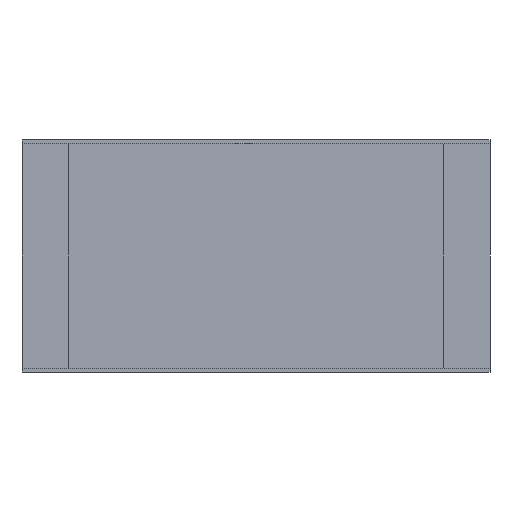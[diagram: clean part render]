
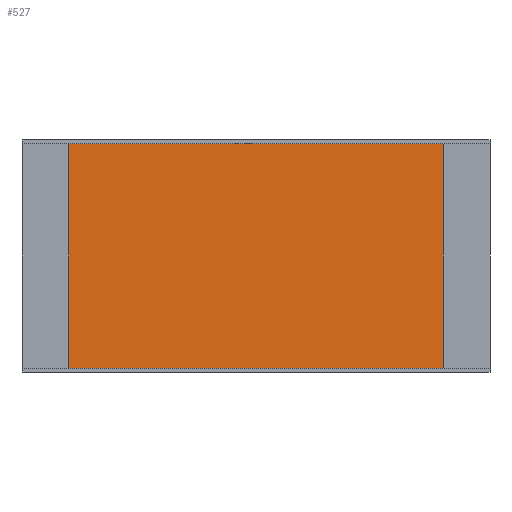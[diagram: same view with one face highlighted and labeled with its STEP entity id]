
A CAD part, front view. The second image highlights one B-rep face of the part: STEP entity #527.
In plain terms, the highlighted planar face has unit normal (0, -1, 0).
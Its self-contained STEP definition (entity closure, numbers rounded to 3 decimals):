
#72 = CARTESIAN_POINT ( 'NONE',  ( 108.8, 31.15, 65.25 ) ) ;
#149 = FACE_OUTER_BOUND ( 'NONE', #300, .T. ) ;
#189 = VECTOR ( 'NONE', #505, 1000. ) ;
#193 = LINE ( 'NONE', #508, #205 ) ;
#194 = LINE ( 'NONE', #514, #189 ) ;
#197 = VECTOR ( 'NONE', #537, 1000. ) ;
#199 = VECTOR ( 'NONE', #549, 1000. ) ;
#200 = LINE ( 'NONE', #542, #197 ) ;
#202 = LINE ( 'NONE', #554, #199 ) ;
#205 = VECTOR ( 'NONE', #507, 1000. ) ;
#224 = CARTESIAN_POINT ( 'NONE',  ( 108.8, 31.15, -65.25 ) ) ;
#248 = VERTEX_POINT ( 'NONE', #472 ) ;
#300 = EDGE_LOOP ( 'NONE', ( #578, #577, #576, #575 ) ) ;
#350 = DIRECTION ( 'NONE',  ( 1., 0., 0. ) ) ;
#356 = DIRECTION ( 'NONE',  ( 0., -1., 0. ) ) ;
#358 = VERTEX_POINT ( 'NONE', #224 ) ;
#365 = CARTESIAN_POINT ( 'NONE',  ( -108.8, 31.15, -65.25 ) ) ;
#369 = VERTEX_POINT ( 'NONE', #365 ) ;
#381 = VERTEX_POINT ( 'NONE', #72 ) ;
#392 = CARTESIAN_POINT ( 'NONE',  ( -111., 31.15, 67.45 ) ) ;
#401 = AXIS2_PLACEMENT_3D ( 'NONE', #392, #356, #350 ) ;
#413 = PLANE ( 'NONE',  #401 ) ;
#422 = EDGE_CURVE ( 'NONE', #358, #369, #202, .T. ) ;
#426 = EDGE_CURVE ( 'NONE', #381, #358, #200, .T. ) ;
#431 = EDGE_CURVE ( 'NONE', #381, #248, #193, .T. ) ;
#436 = EDGE_CURVE ( 'NONE', #248, #369, #194, .T. ) ;
#472 = CARTESIAN_POINT ( 'NONE',  ( -108.8, 31.15, 65.25 ) ) ;
#505 = DIRECTION ( 'NONE',  ( 0., 0., -1. ) ) ;
#507 = DIRECTION ( 'NONE',  ( -1., 0., 0. ) ) ;
#508 = CARTESIAN_POINT ( 'NONE',  ( -111., 31.15, 65.25 ) ) ;
#514 = CARTESIAN_POINT ( 'NONE',  ( -108.8, 31.15, 67.45 ) ) ;
#527 = ADVANCED_FACE ( 'NONE', ( #149 ), #413, .T. ) ;
#537 = DIRECTION ( 'NONE',  ( 0., 0., -1. ) ) ;
#542 = CARTESIAN_POINT ( 'NONE',  ( 108.8, 31.15, 67.45 ) ) ;
#549 = DIRECTION ( 'NONE',  ( -1., 0., 0. ) ) ;
#554 = CARTESIAN_POINT ( 'NONE',  ( -111., 31.15, -65.25 ) ) ;
#575 = ORIENTED_EDGE ( 'NONE', *, *, #436, .T. ) ;
#576 = ORIENTED_EDGE ( 'NONE', *, *, #431, .T. ) ;
#577 = ORIENTED_EDGE ( 'NONE', *, *, #426, .F. ) ;
#578 = ORIENTED_EDGE ( 'NONE', *, *, #422, .F. ) ;
